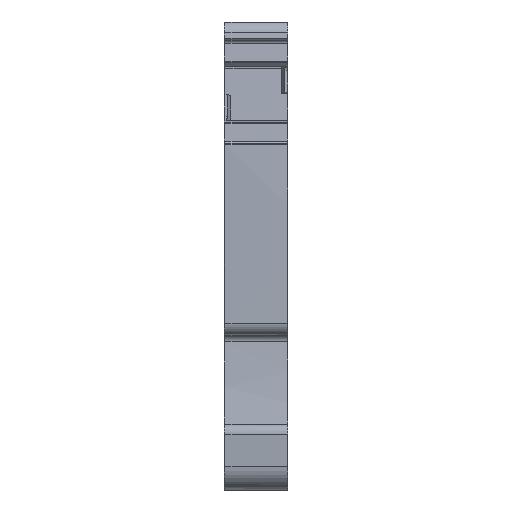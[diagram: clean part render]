
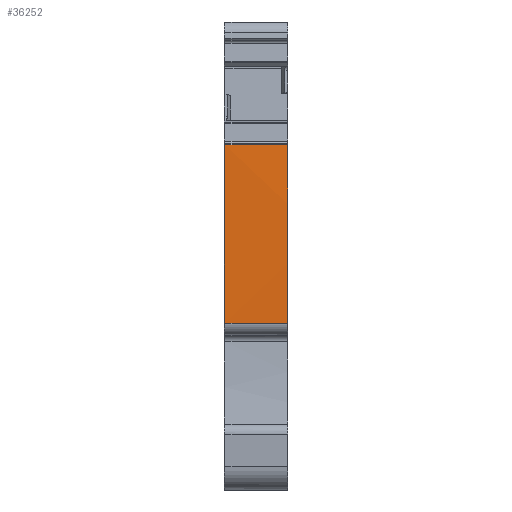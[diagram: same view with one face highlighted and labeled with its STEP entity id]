
A CAD part, front view. The second image highlights one B-rep face of the part: STEP entity #36252.
In plain terms, the highlighted cylindrical face has radius 154.9 mm (diameter 309.8 mm), a partial arc.
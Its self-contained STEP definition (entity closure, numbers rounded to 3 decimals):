
#36224=AXIS2_PLACEMENT_3D('Cylinder Axis2P3D',#36221,#36222,#36223) ;
#36235=AXIS2_PLACEMENT_3D('Circle Axis2P3D',#36233,#36234,$) ;
#36242=AXIS2_PLACEMENT_3D('Circle Axis2P3D',#36240,#36241,$) ;
#17860=CARTESIAN_POINT('Vertex',(0.05,1.858,27.772)) ;
#17900=CARTESIAN_POINT('Vertex',(0.05,1.529,13.427)) ;
#17904=CARTESIAN_POINT('Control Point',(0.05,1.858,27.772)) ;
#17905=CARTESIAN_POINT('Control Point',(0.05,1.659,24.908)) ;
#17906=CARTESIAN_POINT('Control Point',(0.05,1.527,22.039)) ;
#17907=CARTESIAN_POINT('Control Point',(0.05,1.461,19.168)) ;
#17908=CARTESIAN_POINT('Control Point',(0.05,1.461,16.297)) ;
#17909=CARTESIAN_POINT('Control Point',(0.05,1.529,13.427)) ;
#36194=CARTESIAN_POINT('Line Origine',(2.55,1.529,13.427)) ;
#36198=CARTESIAN_POINT('Vertex',(5.1,1.529,13.427)) ;
#36221=CARTESIAN_POINT('Axis2P3D Location',(2.55,156.386,17.05)) ;
#36226=CARTESIAN_POINT('Line Origine',(2.55,1.858,27.772)) ;
#36230=CARTESIAN_POINT('Vertex',(5.1,1.858,27.772)) ;
#36233=CARTESIAN_POINT('Axis2P3D Location',(5.1,156.386,17.05)) ;
#36237=CARTESIAN_POINT('Vertex',(5.1,1.528,13.45)) ;
#36240=CARTESIAN_POINT('Axis2P3D Location',(5.1,156.386,17.05)) ;
#36195=DIRECTION('Vector Direction',(1.,0.,0.)) ;
#36222=DIRECTION('Axis2P3D Direction',(1.,0.,0.)) ;
#36223=DIRECTION('Axis2P3D XDirection',(0.,-0.992,0.127)) ;
#36227=DIRECTION('Vector Direction',(1.,0.,0.)) ;
#36234=DIRECTION('Axis2P3D Direction',(1.,0.,0.)) ;
#36241=DIRECTION('Axis2P3D Direction',(1.,0.,0.)) ;
#36196=VECTOR('Line Direction',#36195,1.) ;
#36228=VECTOR('Line Direction',#36227,1.) ;
#36246=ORIENTED_EDGE('',*,*,#36232,.F.) ;
#36247=ORIENTED_EDGE('',*,*,#17910,.F.) ;
#36248=ORIENTED_EDGE('',*,*,#36200,.T.) ;
#36249=ORIENTED_EDGE('',*,*,#36239,.F.) ;
#36250=ORIENTED_EDGE('',*,*,#36244,.F.) ;
#36252=ADVANCED_FACE('PartBody',(#36251),#36225,.T.) ;
#17903=B_SPLINE_CURVE_WITH_KNOTS('',5,(#17904,#17905,#17906,#17907,#17908,#17909),.UNSPECIFIED.,.F.,.U.,(6,6),(46.067,60.421),.UNSPECIFIED.) ;
#36236=CIRCLE('generated circle',#36235,154.9) ;
#36243=CIRCLE('generated circle',#36242,154.9) ;
#36225=CYLINDRICAL_SURFACE('generated cylinder',#36224,154.9) ;
#17910=EDGE_CURVE('',#17901,#17861,#17903,.F.) ;
#36200=EDGE_CURVE('',#17901,#36199,#36197,.T.) ;
#36232=EDGE_CURVE('',#17861,#36231,#36229,.T.) ;
#36239=EDGE_CURVE('',#36238,#36199,#36236,.T.) ;
#36244=EDGE_CURVE('',#36231,#36238,#36243,.T.) ;
#36245=EDGE_LOOP('',(#36246,#36247,#36248,#36249,#36250)) ;
#36251=FACE_OUTER_BOUND('',#36245,.T.) ;
#36197=LINE('Line',#36194,#36196) ;
#36229=LINE('Line',#36226,#36228) ;
#17861=VERTEX_POINT('',#17860) ;
#17901=VERTEX_POINT('',#17900) ;
#36199=VERTEX_POINT('',#36198) ;
#36231=VERTEX_POINT('',#36230) ;
#36238=VERTEX_POINT('',#36237) ;
